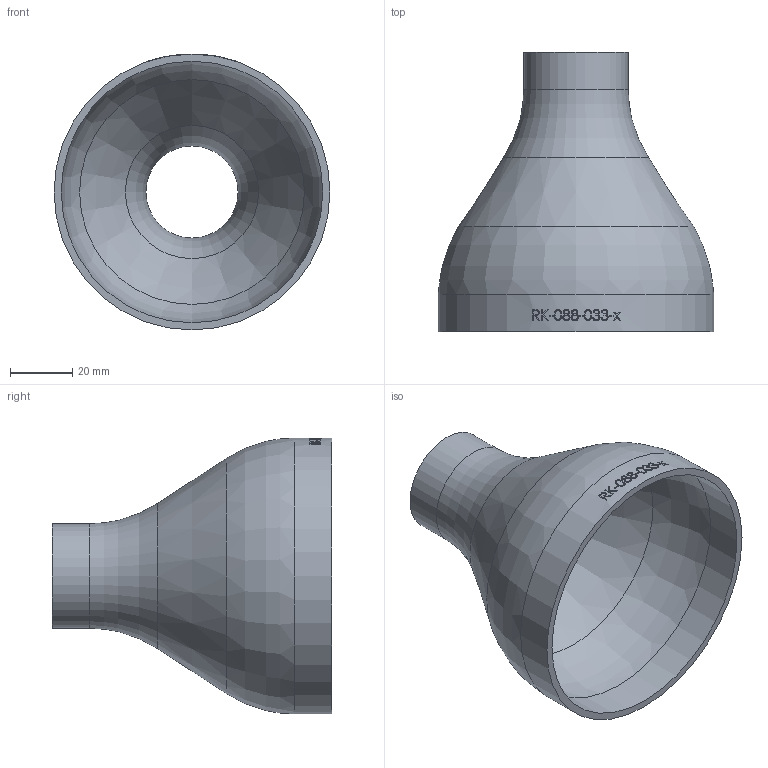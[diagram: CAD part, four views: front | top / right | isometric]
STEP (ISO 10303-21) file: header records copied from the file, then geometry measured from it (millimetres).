
FILE_DESCRIPTION (( 'STEP AP214' ), '1' );
FILE_NAME ('RK-088-033-x Reduzierung 88,9x33,7x2,3x2,0 BL90 1909.STEP', '2019-09-09T14:31:39', ( '' ), ( '' ), 'SwSTEP 2.0', 'SolidWorks 2016', '' );
FILE_SCHEMA (( 'AUTOMOTIVE_DESIGN' ));
Length unit declared in the file: millimetre
Products named in the file (1): RK-088-033-x Reduzierung 88,9x33,7x2,3x2,0 BL90 1909
Bounding box: 88.9 x 90 x 88.9 mm (x, y, z)
Volume: 39421.9 mm3; surface area: 36723 mm2
Topology: 1 solids, 1 shells, 168 faces, 433 edges, 286 vertices
Faces by surface type: bspline 100, plane 39, cylinder 23, torus 4, cone 2
Full cylindrical faces by diameter (mm): 29.7 x1, 33.7 x1, 84.3 x1, 88.9 x1
Entity records: 21095 total; most frequent: CARTESIAN_POINT 16227, ORIENTED_EDGE 846, EDGE_CURVE 423, B_SPLINE_CURVE_WITH_KNOTS 316, DIRECTION 303, VERTEX_POINT 286, EDGE_LOOP 199, FACE_OUTER_BOUND 176
